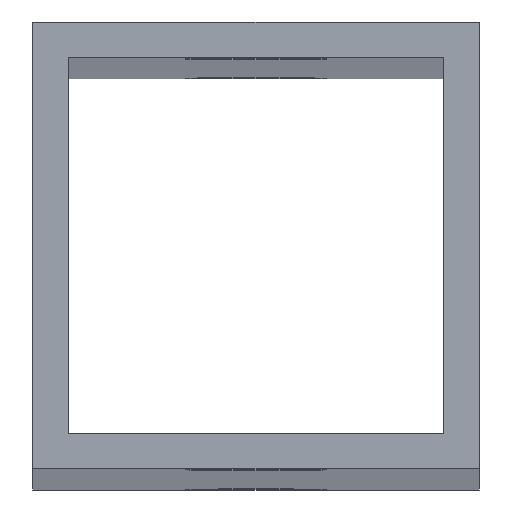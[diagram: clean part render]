
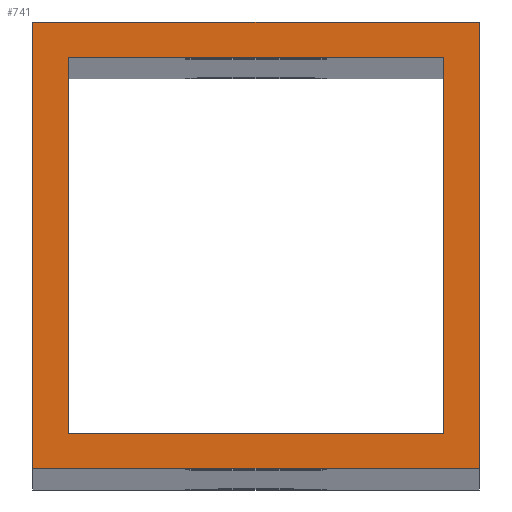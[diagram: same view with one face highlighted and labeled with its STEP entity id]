
A CAD part, top view. The second image highlights one B-rep face of the part: STEP entity #741.
In plain terms, the highlighted planar face has unit normal (0, 0, 1).
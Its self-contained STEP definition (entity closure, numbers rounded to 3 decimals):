
#13 = EDGE_CURVE ( 'NONE', #92, #76, #105, .T. ) ;
#17 = CARTESIAN_POINT ( 'NONE',  ( 6.784, -7.651, 356. ) ) ;
#18 = CARTESIAN_POINT ( 'NONE',  ( 0., -6.651, 356. ) ) ;
#35 = CARTESIAN_POINT ( 'NONE',  ( 6.784, 5.049, 356. ) ) ;
#37 = ORIENTED_EDGE ( 'NONE', *, *, #509, .T. ) ;
#46 = DIRECTION ( 'NONE',  ( 1., 0., 0. ) ) ;
#53 = LINE ( 'NONE', #718, #544 ) ;
#76 = VERTEX_POINT ( 'NONE', #170 ) ;
#92 = VERTEX_POINT ( 'NONE', #698 ) ;
#100 = CARTESIAN_POINT ( 'NONE',  ( -5.916, 5.049, 356. ) ) ;
#105 = LINE ( 'NONE', #18, #450 ) ;
#157 = LINE ( 'NONE', #100, #354 ) ;
#170 = CARTESIAN_POINT ( 'NONE',  ( 5.784, -6.651, 356. ) ) ;
#176 = CARTESIAN_POINT ( 'NONE',  ( -5.916, -7.651, 356. ) ) ;
#188 = CARTESIAN_POINT ( 'NONE',  ( -4.916, 0., 356. ) ) ;
#224 = ORIENTED_EDGE ( 'NONE', *, *, #369, .T. ) ;
#258 = DIRECTION ( 'NONE',  ( 1., 0., 0. ) ) ;
#268 = EDGE_CURVE ( 'NONE', #620, #76, #691, .T. ) ;
#277 = VERTEX_POINT ( 'NONE', #176 ) ;
#290 = VERTEX_POINT ( 'NONE', #17 ) ;
#328 = LINE ( 'NONE', #188, #927 ) ;
#330 = DIRECTION ( 'NONE',  ( 1., 0., 0. ) ) ;
#348 = EDGE_LOOP ( 'NONE', ( #826, #224, #864, #444 ) ) ;
#354 = VECTOR ( 'NONE', #395, 1000. ) ;
#369 = EDGE_CURVE ( 'NONE', #733, #277, #157, .T. ) ;
#395 = DIRECTION ( 'NONE',  ( 0., -1., 0. ) ) ;
#398 = CARTESIAN_POINT ( 'NONE',  ( -5.916, 5.049, 356. ) ) ;
#409 = DIRECTION ( 'NONE',  ( 0., 0., -1. ) ) ;
#420 = AXIS2_PLACEMENT_3D ( 'NONE', #474, #409, #535 ) ;
#429 = CARTESIAN_POINT ( 'NONE',  ( 6.784, 5.049, 356. ) ) ;
#441 = EDGE_CURVE ( 'NONE', #733, #547, #923, .T. ) ;
#444 = ORIENTED_EDGE ( 'NONE', *, *, #678, .F. ) ;
#450 = VECTOR ( 'NONE', #330, 1000. ) ;
#459 = VECTOR ( 'NONE', #557, 1000. ) ;
#464 = ORIENTED_EDGE ( 'NONE', *, *, #616, .F. ) ;
#474 = CARTESIAN_POINT ( 'NONE',  ( 0., 0., 356. ) ) ;
#477 = VECTOR ( 'NONE', #258, 1000. ) ;
#486 = CARTESIAN_POINT ( 'NONE',  ( 0., 4.049, 356. ) ) ;
#489 = VECTOR ( 'NONE', #46, 1000. ) ;
#509 = EDGE_CURVE ( 'NONE', #819, #620, #567, .T. ) ;
#535 = DIRECTION ( 'NONE',  ( -1., 0., 0. ) ) ;
#541 = DIRECTION ( 'NONE',  ( 0., -1., 0. ) ) ;
#542 = CARTESIAN_POINT ( 'NONE',  ( 5.784, 0., 356. ) ) ;
#544 = VECTOR ( 'NONE', #879, 1000. ) ;
#547 = VERTEX_POINT ( 'NONE', #429 ) ;
#552 = PLANE ( 'NONE',  #420 ) ;
#557 = DIRECTION ( 'NONE',  ( 0., -1., 0. ) ) ;
#567 = LINE ( 'NONE', #486, #489 ) ;
#605 = ORIENTED_EDGE ( 'NONE', *, *, #268, .T. ) ;
#616 = EDGE_CURVE ( 'NONE', #819, #92, #328, .T. ) ;
#620 = VERTEX_POINT ( 'NONE', #840 ) ;
#675 = EDGE_LOOP ( 'NONE', ( #464, #37, #605, #787 ) ) ;
#678 = EDGE_CURVE ( 'NONE', #547, #290, #780, .T. ) ;
#691 = LINE ( 'NONE', #542, #753 ) ;
#698 = CARTESIAN_POINT ( 'NONE',  ( -4.916, -6.651, 356. ) ) ;
#700 = FACE_BOUND ( 'NONE', #675, .T. ) ;
#701 = CARTESIAN_POINT ( 'NONE',  ( -5.916, 5.049, 356. ) ) ;
#704 = FACE_OUTER_BOUND ( 'NONE', #348, .T. ) ;
#718 = CARTESIAN_POINT ( 'NONE',  ( -5.916, -7.651, 356. ) ) ;
#733 = VERTEX_POINT ( 'NONE', #398 ) ;
#741 = ADVANCED_FACE ( 'NONE', ( #700, #704 ), #552, .F. ) ;
#753 = VECTOR ( 'NONE', #841, 1000. ) ;
#780 = LINE ( 'NONE', #35, #459 ) ;
#787 = ORIENTED_EDGE ( 'NONE', *, *, #13, .F. ) ;
#819 = VERTEX_POINT ( 'NONE', #866 ) ;
#826 = ORIENTED_EDGE ( 'NONE', *, *, #441, .F. ) ;
#840 = CARTESIAN_POINT ( 'NONE',  ( 5.784, 4.049, 356. ) ) ;
#841 = DIRECTION ( 'NONE',  ( 0., -1., 0. ) ) ;
#844 = EDGE_CURVE ( 'NONE', #277, #290, #53, .T. ) ;
#864 = ORIENTED_EDGE ( 'NONE', *, *, #844, .T. ) ;
#866 = CARTESIAN_POINT ( 'NONE',  ( -4.916, 4.049, 356. ) ) ;
#879 = DIRECTION ( 'NONE',  ( 1., 0., 0. ) ) ;
#923 = LINE ( 'NONE', #701, #477 ) ;
#927 = VECTOR ( 'NONE', #541, 1000. ) ;
